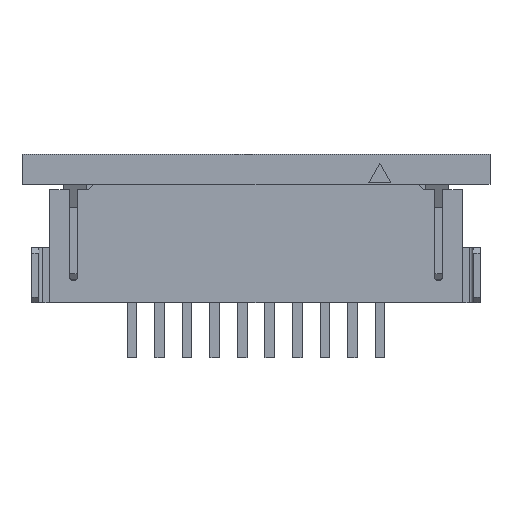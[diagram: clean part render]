
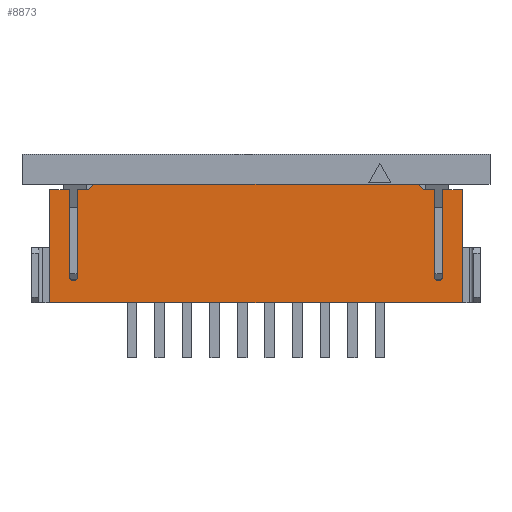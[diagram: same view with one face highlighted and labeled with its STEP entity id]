
A CAD part, front view. The second image highlights one B-rep face of the part: STEP entity #8873.
In plain terms, the highlighted planar face has unit normal (0, -1, 0).
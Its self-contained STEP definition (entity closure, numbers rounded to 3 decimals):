
#9=DIRECTION('',(0.,0.,-1.));
#10=VECTOR('',#9,4.1);
#11=CARTESIAN_POINT('',(-7.5,0.,4.1));
#12=LINE('',#11,#10);
#1630=DIRECTION('',(0.,0.,-1.));
#1631=VECTOR('',#1630,3.15);
#1632=CARTESIAN_POINT('',(-6.775,0.,4.1));
#1633=LINE('',#1632,#1631);
#1634=CARTESIAN_POINT('',(-6.625,0.,0.95));
#1635=DIRECTION('',(0.,-1.,0.));
#1636=DIRECTION('',(-1.,0.,0.));
#1637=AXIS2_PLACEMENT_3D('',#1634,#1635,#1636);
#1639=DIRECTION('',(0.,0.,1.));
#1640=VECTOR('',#1639,3.15);
#1641=CARTESIAN_POINT('',(-6.475,0.,0.95));
#1642=LINE('',#1641,#1640);
#1643=DIRECTION('',(1.,0.,0.));
#1644=VECTOR('',#1643,0.4);
#1645=CARTESIAN_POINT('',(-6.475,0.,4.1));
#1646=LINE('',#1645,#1644);
#1647=DIRECTION('',(0.6,0.,0.8));
#1648=VECTOR('',#1647,0.25);
#1649=CARTESIAN_POINT('',(-6.075,0.,4.1));
#1650=LINE('',#1649,#1648);
#1651=DIRECTION('',(1.,0.,0.));
#1652=VECTOR('',#1651,11.85);
#1653=CARTESIAN_POINT('',(-5.925,0.,4.3));
#1654=LINE('',#1653,#1652);
#1655=DIRECTION('',(0.6,0.,-0.8));
#1656=VECTOR('',#1655,0.25);
#1657=CARTESIAN_POINT('',(5.925,0.,4.3));
#1658=LINE('',#1657,#1656);
#1659=DIRECTION('',(-1.,0.,0.));
#1660=VECTOR('',#1659,0.4);
#1661=CARTESIAN_POINT('',(6.475,0.,4.1));
#1662=LINE('',#1661,#1660);
#1663=DIRECTION('',(0.,0.,-1.));
#1664=VECTOR('',#1663,3.15);
#1665=CARTESIAN_POINT('',(6.475,0.,4.1));
#1666=LINE('',#1665,#1664);
#1667=CARTESIAN_POINT('',(6.625,0.,0.95));
#1668=DIRECTION('',(0.,-1.,0.));
#1669=DIRECTION('',(-1.,0.,0.));
#1670=AXIS2_PLACEMENT_3D('',#1667,#1668,#1669);
#1672=DIRECTION('',(0.,0.,1.));
#1673=VECTOR('',#1672,3.15);
#1674=CARTESIAN_POINT('',(6.775,0.,0.95));
#1675=LINE('',#1674,#1673);
#1676=DIRECTION('',(-1.,0.,0.));
#1677=VECTOR('',#1676,0.725);
#1678=CARTESIAN_POINT('',(7.5,0.,4.1));
#1679=LINE('',#1678,#1677);
#1680=DIRECTION('',(1.,0.,0.));
#1681=VECTOR('',#1680,0.725);
#1682=CARTESIAN_POINT('',(-7.5,0.,4.1));
#1683=LINE('',#1682,#1681);
#2118=DIRECTION('',(1.,0.,0.));
#2119=VECTOR('',#2118,15.);
#2120=CARTESIAN_POINT('',(-7.5,0.,0.));
#2121=LINE('',#2120,#2119);
#4969=DIRECTION('',(0.,0.,-1.));
#4970=VECTOR('',#4969,4.1);
#4971=CARTESIAN_POINT('',(7.5,0.,4.1));
#4972=LINE('',#4971,#4970);
#5157=CARTESIAN_POINT('',(-7.5,0.,0.));
#5158=CARTESIAN_POINT('',(7.5,0.,0.));
#5159=VERTEX_POINT('',#5157);
#5160=VERTEX_POINT('',#5158);
#5165=CARTESIAN_POINT('',(-6.075,0.,4.1));
#5166=CARTESIAN_POINT('',(-5.925,0.,4.3));
#5167=VERTEX_POINT('',#5165);
#5168=VERTEX_POINT('',#5166);
#5169=CARTESIAN_POINT('',(-7.5,0.,4.1));
#5170=VERTEX_POINT('',#5169);
#5171=CARTESIAN_POINT('',(7.5,0.,4.1));
#5172=VERTEX_POINT('',#5171);
#5173=CARTESIAN_POINT('',(5.925,0.,4.3));
#5174=VERTEX_POINT('',#5173);
#5175=CARTESIAN_POINT('',(-6.775,0.,4.1));
#5176=CARTESIAN_POINT('',(-6.775,0.,0.95));
#5177=VERTEX_POINT('',#5175);
#5178=VERTEX_POINT('',#5176);
#5179=CARTESIAN_POINT('',(-6.475,0.,0.95));
#5180=VERTEX_POINT('',#5179);
#5181=CARTESIAN_POINT('',(-6.475,0.,4.1));
#5182=VERTEX_POINT('',#5181);
#5183=CARTESIAN_POINT('',(6.475,0.,4.1));
#5184=CARTESIAN_POINT('',(6.475,0.,0.95));
#5185=VERTEX_POINT('',#5183);
#5186=VERTEX_POINT('',#5184);
#5187=CARTESIAN_POINT('',(6.775,0.,0.95));
#5188=VERTEX_POINT('',#5187);
#5189=CARTESIAN_POINT('',(6.775,0.,4.1));
#5190=VERTEX_POINT('',#5189);
#5255=CARTESIAN_POINT('',(6.075,0.,4.1));
#5256=VERTEX_POINT('',#5255);
#8840=CARTESIAN_POINT('',(-7.5,0.,4.3));
#8841=DIRECTION('',(0.,-1.,0.));
#8842=DIRECTION('',(0.,0.,-1.));
#8843=AXIS2_PLACEMENT_3D('',#8840,#8841,#8842);
#8844=PLANE('',#8843);
#8846=ORIENTED_EDGE('',*,*,#8845,.T.);
#8848=ORIENTED_EDGE('',*,*,#8847,.T.);
#8850=ORIENTED_EDGE('',*,*,#8849,.T.);
#8852=ORIENTED_EDGE('',*,*,#8851,.T.);
#8854=ORIENTED_EDGE('',*,*,#8853,.T.);
#8855=ORIENTED_EDGE('',*,*,#8180,.T.);
#8857=ORIENTED_EDGE('',*,*,#8856,.T.);
#8858=ORIENTED_EDGE('',*,*,#8508,.F.);
#8859=ORIENTED_EDGE('',*,*,#8410,.T.);
#8861=ORIENTED_EDGE('',*,*,#8860,.T.);
#8862=ORIENTED_EDGE('',*,*,#8810,.T.);
#8863=ORIENTED_EDGE('',*,*,#8491,.F.);
#8865=ORIENTED_EDGE('',*,*,#8864,.T.);
#8867=ORIENTED_EDGE('',*,*,#8866,.F.);
#8868=ORIENTED_EDGE('',*,*,#6826,.F.);
#8870=ORIENTED_EDGE('',*,*,#8869,.T.);
#8871=EDGE_LOOP('',(#8846,#8848,#8850,#8852,#8854,#8855,#8857,#8858,#8859,#8861,
#8862,#8863,#8865,#8867,#8868,#8870));
#8872=FACE_OUTER_BOUND('',#8871,.F.);
#8873=ADVANCED_FACE('',(#8872),#8844,.T.);
#1638=CIRCLE('',#1637,0.15);
#1671=CIRCLE('',#1670,0.15);
#6826=EDGE_CURVE('',#5170,#5159,#12,.T.);
#8180=EDGE_CURVE('',#5168,#5174,#1654,.T.);
#8410=EDGE_CURVE('',#5185,#5186,#1666,.T.);
#8491=EDGE_CURVE('',#5172,#5190,#1679,.T.);
#8508=EDGE_CURVE('',#5185,#5256,#1662,.T.);
#8810=EDGE_CURVE('',#5188,#5190,#1675,.T.);
#8845=EDGE_CURVE('',#5177,#5178,#1633,.T.);
#8847=EDGE_CURVE('',#5178,#5180,#1638,.T.);
#8849=EDGE_CURVE('',#5180,#5182,#1642,.T.);
#8851=EDGE_CURVE('',#5182,#5167,#1646,.T.);
#8853=EDGE_CURVE('',#5167,#5168,#1650,.T.);
#8856=EDGE_CURVE('',#5174,#5256,#1658,.T.);
#8860=EDGE_CURVE('',#5186,#5188,#1671,.T.);
#8864=EDGE_CURVE('',#5172,#5160,#4972,.T.);
#8866=EDGE_CURVE('',#5159,#5160,#2121,.T.);
#8869=EDGE_CURVE('',#5170,#5177,#1683,.T.);
